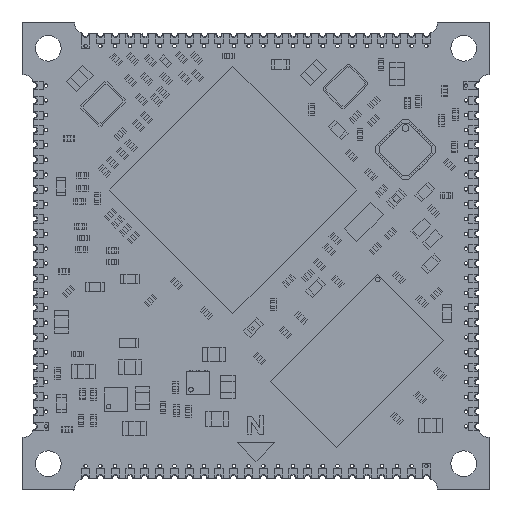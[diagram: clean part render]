
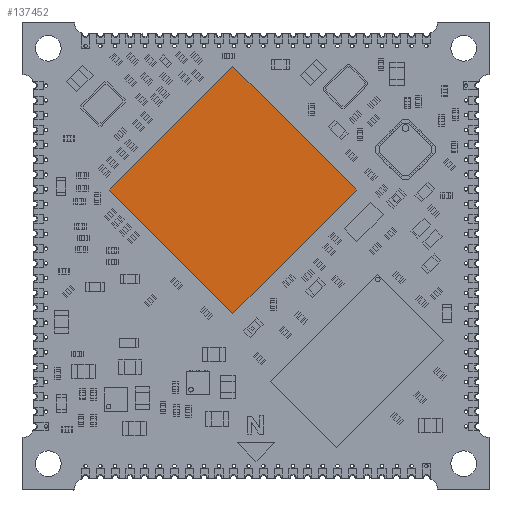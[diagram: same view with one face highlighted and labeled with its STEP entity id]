
A CAD part, top view. The second image highlights one B-rep face of the part: STEP entity #137452.
In plain terms, the highlighted planar face has unit normal (0, 0, 1).
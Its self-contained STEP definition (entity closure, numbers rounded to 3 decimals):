
#137138 = VERTEX_POINT('',#137139);
#137139 = CARTESIAN_POINT('',(0.,10.607,0.91));
#137146 = PLANE('',#137147);
#137147 = AXIS2_PLACEMENT_3D('',#137148,#137149,#137150);
#137148 = CARTESIAN_POINT('',(0.,10.607,0.));
#137149 = DIRECTION('',(0.707,-0.707,0.));
#137150 = DIRECTION('',(-0.707,-0.707,0.));
#137158 = PLANE('',#137159);
#137159 = AXIS2_PLACEMENT_3D('',#137160,#137161,#137162);
#137160 = CARTESIAN_POINT('',(10.607,0.,0.));
#137161 = DIRECTION('',(-0.707,-0.707,0.));
#137162 = DIRECTION('',(-0.707,0.707,0.));
#137170 = EDGE_CURVE('',#137138,#137171,#137173,.T.);
#137171 = VERTEX_POINT('',#137172);
#137172 = CARTESIAN_POINT('',(-10.607,0.,
    0.91));
#137173 = SURFACE_CURVE('',#137174,(#137178,#137185),.PCURVE_S1.);
#137174 = LINE('',#137175,#137176);
#137175 = CARTESIAN_POINT('',(0.,10.607,0.91));
#137176 = VECTOR('',#137177,1.);
#137177 = DIRECTION('',(-0.707,-0.707,0.));
#137178 = PCURVE('',#137146,#137179);
#137179 = DEFINITIONAL_REPRESENTATION('',(#137180),#137184);
#137180 = LINE('',#137181,#137182);
#137181 = CARTESIAN_POINT('',(0.,-0.91));
#137182 = VECTOR('',#137183,1.);
#137183 = DIRECTION('',(1.,0.));
#137184 = ( GEOMETRIC_REPRESENTATION_CONTEXT(2) 
PARAMETRIC_REPRESENTATION_CONTEXT() REPRESENTATION_CONTEXT('2D SPACE',''
  ) );
#137185 = PCURVE('',#137186,#137191);
#137186 = PLANE('',#137187);
#137187 = AXIS2_PLACEMENT_3D('',#137188,#137189,#137190);
#137188 = CARTESIAN_POINT('',(0.,10.607,0.91));
#137189 = DIRECTION('',(0.,0.,-1.));
#137190 = DIRECTION('',(-1.,0.,0.));
#137191 = DEFINITIONAL_REPRESENTATION('',(#137192),#137196);
#137192 = LINE('',#137193,#137194);
#137193 = CARTESIAN_POINT('',(0.,0.));
#137194 = VECTOR('',#137195,1.);
#137195 = DIRECTION('',(0.707,-0.707));
#137196 = ( GEOMETRIC_REPRESENTATION_CONTEXT(2) 
PARAMETRIC_REPRESENTATION_CONTEXT() REPRESENTATION_CONTEXT('2D SPACE',''
  ) );
#137214 = PLANE('',#137215);
#137215 = AXIS2_PLACEMENT_3D('',#137216,#137217,#137218);
#137216 = CARTESIAN_POINT('',(-10.607,0.,0.)
  );
#137217 = DIRECTION('',(0.707,0.707,0.));
#137218 = DIRECTION('',(0.707,-0.707,0.));
#137256 = EDGE_CURVE('',#137171,#137257,#137259,.T.);
#137257 = VERTEX_POINT('',#137258);
#137258 = CARTESIAN_POINT('',(0.,-10.607,
    0.91));
#137259 = SURFACE_CURVE('',#137260,(#137264,#137271),.PCURVE_S1.);
#137260 = LINE('',#137261,#137262);
#137261 = CARTESIAN_POINT('',(-10.607,0.,
    0.91));
#137262 = VECTOR('',#137263,1.);
#137263 = DIRECTION('',(0.707,-0.707,0.));
#137264 = PCURVE('',#137214,#137265);
#137265 = DEFINITIONAL_REPRESENTATION('',(#137266),#137270);
#137266 = LINE('',#137267,#137268);
#137267 = CARTESIAN_POINT('',(0.,-0.91));
#137268 = VECTOR('',#137269,1.);
#137269 = DIRECTION('',(1.,0.));
#137270 = ( GEOMETRIC_REPRESENTATION_CONTEXT(2) 
PARAMETRIC_REPRESENTATION_CONTEXT() REPRESENTATION_CONTEXT('2D SPACE',''
  ) );
#137271 = PCURVE('',#137186,#137272);
#137272 = DEFINITIONAL_REPRESENTATION('',(#137273),#137277);
#137273 = LINE('',#137274,#137275);
#137274 = CARTESIAN_POINT('',(10.607,-10.607));
#137275 = VECTOR('',#137276,1.);
#137276 = DIRECTION('',(-0.707,-0.707));
#137277 = ( GEOMETRIC_REPRESENTATION_CONTEXT(2) 
PARAMETRIC_REPRESENTATION_CONTEXT() REPRESENTATION_CONTEXT('2D SPACE',''
  ) );
#137295 = PLANE('',#137296);
#137296 = AXIS2_PLACEMENT_3D('',#137297,#137298,#137299);
#137297 = CARTESIAN_POINT('',(0.,-10.607,0.)
  );
#137298 = DIRECTION('',(-0.707,0.707,0.));
#137299 = DIRECTION('',(0.707,0.707,0.));
#137332 = EDGE_CURVE('',#137257,#137333,#137335,.T.);
#137333 = VERTEX_POINT('',#137334);
#137334 = CARTESIAN_POINT('',(10.607,0.,0.91));
#137335 = SURFACE_CURVE('',#137336,(#137340,#137347),.PCURVE_S1.);
#137336 = LINE('',#137337,#137338);
#137337 = CARTESIAN_POINT('',(0.,-10.607,
    0.91));
#137338 = VECTOR('',#137339,1.);
#137339 = DIRECTION('',(0.707,0.707,0.));
#137340 = PCURVE('',#137295,#137341);
#137341 = DEFINITIONAL_REPRESENTATION('',(#137342),#137346);
#137342 = LINE('',#137343,#137344);
#137343 = CARTESIAN_POINT('',(0.,-0.91));
#137344 = VECTOR('',#137345,1.);
#137345 = DIRECTION('',(1.,0.));
#137346 = ( GEOMETRIC_REPRESENTATION_CONTEXT(2) 
PARAMETRIC_REPRESENTATION_CONTEXT() REPRESENTATION_CONTEXT('2D SPACE',''
  ) );
#137347 = PCURVE('',#137186,#137348);
#137348 = DEFINITIONAL_REPRESENTATION('',(#137349),#137353);
#137349 = LINE('',#137350,#137351);
#137350 = CARTESIAN_POINT('',(0.,-21.213));
#137351 = VECTOR('',#137352,1.);
#137352 = DIRECTION('',(-0.707,0.707));
#137353 = ( GEOMETRIC_REPRESENTATION_CONTEXT(2) 
PARAMETRIC_REPRESENTATION_CONTEXT() REPRESENTATION_CONTEXT('2D SPACE',''
  ) );
#137403 = EDGE_CURVE('',#137333,#137138,#137404,.T.);
#137404 = SURFACE_CURVE('',#137405,(#137409,#137416),.PCURVE_S1.);
#137405 = LINE('',#137406,#137407);
#137406 = CARTESIAN_POINT('',(10.607,0.,0.91));
#137407 = VECTOR('',#137408,1.);
#137408 = DIRECTION('',(-0.707,0.707,0.));
#137409 = PCURVE('',#137158,#137410);
#137410 = DEFINITIONAL_REPRESENTATION('',(#137411),#137415);
#137411 = LINE('',#137412,#137413);
#137412 = CARTESIAN_POINT('',(0.,-0.91));
#137413 = VECTOR('',#137414,1.);
#137414 = DIRECTION('',(1.,0.));
#137415 = ( GEOMETRIC_REPRESENTATION_CONTEXT(2) 
PARAMETRIC_REPRESENTATION_CONTEXT() REPRESENTATION_CONTEXT('2D SPACE',''
  ) );
#137416 = PCURVE('',#137186,#137417);
#137417 = DEFINITIONAL_REPRESENTATION('',(#137418),#137422);
#137418 = LINE('',#137419,#137420);
#137419 = CARTESIAN_POINT('',(-10.607,-10.607));
#137420 = VECTOR('',#137421,1.);
#137421 = DIRECTION('',(0.707,0.707));
#137422 = ( GEOMETRIC_REPRESENTATION_CONTEXT(2) 
PARAMETRIC_REPRESENTATION_CONTEXT() REPRESENTATION_CONTEXT('2D SPACE',''
  ) );
#137452 = ADVANCED_FACE('',(#137453),#137186,.F.);
#137453 = FACE_BOUND('',#137454,.T.);
#137454 = EDGE_LOOP('',(#137455,#137456,#137457,#137458));
#137455 = ORIENTED_EDGE('',*,*,#137170,.T.);
#137456 = ORIENTED_EDGE('',*,*,#137256,.T.);
#137457 = ORIENTED_EDGE('',*,*,#137332,.T.);
#137458 = ORIENTED_EDGE('',*,*,#137403,.T.);
